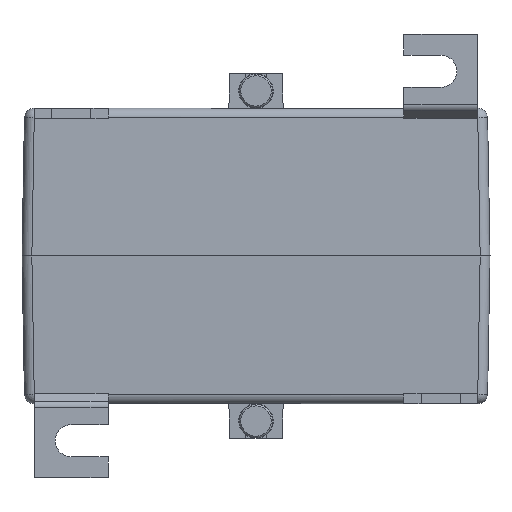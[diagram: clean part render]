
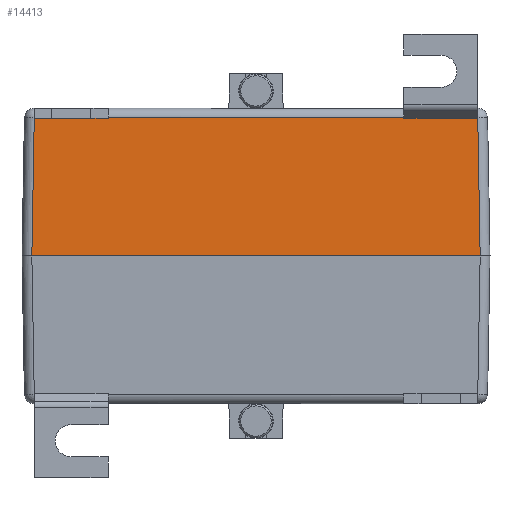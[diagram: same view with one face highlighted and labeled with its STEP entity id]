
A CAD part, front view. The second image highlights one B-rep face of the part: STEP entity #14413.
In plain terms, the highlighted planar face has unit normal (0, -1, 0.018).
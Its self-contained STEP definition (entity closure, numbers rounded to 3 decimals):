
#578 = VERTEX_POINT ( 'NONE', #14519 ) ;
#856 = VERTEX_POINT ( 'NONE', #15283 ) ;
#867 = VERTEX_POINT ( 'NONE', #15325 ) ;
#4524 = EDGE_CURVE ( 'NONE', #856, #4561, #17488, .T. ) ;
#4561 = VERTEX_POINT ( 'NONE', #17531 ) ;
#4740 = EDGE_CURVE ( 'NONE', #867, #578, #17874, .T. ) ;
#5103 = VERTEX_POINT ( 'NONE', #18939 ) ;
#5139 = VERTEX_POINT ( 'NONE', #19101 ) ;
#5181 = EDGE_CURVE ( 'NONE', #5103, #5139, #19185, .T. ) ;
#12776 = ORIENTED_EDGE ( 'NONE', *, *, #5181, .T. ) ;
#12777 = EDGE_CURVE ( 'NONE', #14473, #5103, #21198, .T. ) ;
#12778 = EDGE_CURVE ( 'NONE', #5139, #867, #21193, .T. ) ;
#12789 = EDGE_LOOP ( 'NONE', ( #13419, #13327, #14235, #14287, #14249, #14759, #14022, #14515, #14241, #14733, #12776, #12807 ) ) ;
#12807 = ORIENTED_EDGE ( 'NONE', *, *, #12778, .T. ) ;
#13257 = VERTEX_POINT ( 'NONE', #21777 ) ;
#13327 = ORIENTED_EDGE ( 'NONE', *, *, #14579, .T. ) ;
#13419 = ORIENTED_EDGE ( 'NONE', *, *, #4740, .T. ) ;
#13442 = EDGE_CURVE ( 'NONE', #4561, #13257, #21813, .T. ) ;
#14022 = ORIENTED_EDGE ( 'NONE', *, *, #14799, .T. ) ;
#14151 = EDGE_CURVE ( 'NONE', #14504, #14448, #21850, .T. ) ;
#14235 = ORIENTED_EDGE ( 'NONE', *, *, #14151, .T. ) ;
#14241 = ORIENTED_EDGE ( 'NONE', *, *, #14488, .T. ) ;
#14249 = ORIENTED_EDGE ( 'NONE', *, *, #4524, .T. ) ;
#14287 = ORIENTED_EDGE ( 'NONE', *, *, #14291, .T. ) ;
#14291 = EDGE_CURVE ( 'NONE', #14448, #856, #21853, .T. ) ;
#14413 = ADVANCED_FACE ( 'NONE', ( #21845 ), #21838, .T. ) ;
#14448 = VERTEX_POINT ( 'NONE', #21803 ) ;
#14473 = VERTEX_POINT ( 'NONE', #21799 ) ;
#14488 = EDGE_CURVE ( 'NONE', #14693, #14473, #21833, .T. ) ;
#14497 = EDGE_CURVE ( 'NONE', #14777, #14693, #21844, .T. ) ;
#14504 = VERTEX_POINT ( 'NONE', #21828 ) ;
#14515 = ORIENTED_EDGE ( 'NONE', *, *, #14497, .T. ) ;
#14519 = CARTESIAN_POINT ( 'NONE',  ( 44.983, -49.511, 28.035 ) ) ;
#14579 = EDGE_CURVE ( 'NONE', #578, #14504, #21870, .T. ) ;
#14693 = VERTEX_POINT ( 'NONE', #21823 ) ;
#14733 = ORIENTED_EDGE ( 'NONE', *, *, #12777, .T. ) ;
#14759 = ORIENTED_EDGE ( 'NONE', *, *, #13442, .T. ) ;
#14777 = VERTEX_POINT ( 'NONE', #21864 ) ;
#14799 = EDGE_CURVE ( 'NONE', #13257, #14777, #21835, .T. ) ;
#15283 = CARTESIAN_POINT ( 'NONE',  ( 30.017, -49.511, 28.035 ) ) ;
#15325 = CARTESIAN_POINT ( 'NONE',  ( 45.011, -49.511, 28.035 ) ) ;
#17481 = DIRECTION ( 'NONE',  ( -1., 0., 0. ) ) ;
#17482 = VECTOR ( 'NONE', #17481, 1000. ) ;
#17484 = CARTESIAN_POINT ( 'NONE',  ( -47.5, -49.511, 28.035 ) ) ;
#17488 = LINE ( 'NONE', #17484, #17482 ) ;
#17531 = CARTESIAN_POINT ( 'NONE',  ( -30.017, -49.511, 28.035 ) ) ;
#17873 = CARTESIAN_POINT ( 'NONE',  ( -47.5, -49.511, 28.035 ) ) ;
#17874 = LINE ( 'NONE', #17873, #17914 ) ;
#17913 = DIRECTION ( 'NONE',  ( -1., 0., 0. ) ) ;
#17914 = VECTOR ( 'NONE', #17913, 1000. ) ;
#18939 = CARTESIAN_POINT ( 'NONE',  ( -45.5, -50., 0. ) ) ;
#19101 = CARTESIAN_POINT ( 'NONE',  ( 45.5, -50., 0. ) ) ;
#19174 = DIRECTION ( 'NONE',  ( 1., 0., 0. ) ) ;
#19175 = VECTOR ( 'NONE', #19174, 1000. ) ;
#19184 = CARTESIAN_POINT ( 'NONE',  ( -47.5, -50., 0. ) ) ;
#19185 = LINE ( 'NONE', #19184, #19175 ) ;
#21193 = LINE ( 'NONE', #21234, #21231 ) ;
#21198 = LINE ( 'NONE', #21237, #21236 ) ;
#21230 = DIRECTION ( 'NONE',  ( -0.017, 0.017, 1. ) ) ;
#21231 = VECTOR ( 'NONE', #21230, 1000. ) ;
#21234 = CARTESIAN_POINT ( 'NONE',  ( 45.472, -49.972, 1.622 ) ) ;
#21235 = DIRECTION ( 'NONE',  ( -0.017, -0.017, -1. ) ) ;
#21236 = VECTOR ( 'NONE', #21235, 1000. ) ;
#21237 = CARTESIAN_POINT ( 'NONE',  ( -45.501, -50.001, -0.035 ) ) ;
#21777 = CARTESIAN_POINT ( 'NONE',  ( -30.018, -49.511, 27.988 ) ) ;
#21799 = CARTESIAN_POINT ( 'NONE',  ( -45.011, -49.511, 28.035 ) ) ;
#21803 = CARTESIAN_POINT ( 'NONE',  ( 30.018, -49.511, 27.988 ) ) ;
#21804 = AXIS2_PLACEMENT_3D ( 'NONE', #21846, #21837, #21836 ) ;
#21809 = DIRECTION ( 'NONE',  ( -0.009, -0.017, -1. ) ) ;
#21810 = VECTOR ( 'NONE', #21809, 1000. ) ;
#21811 = CARTESIAN_POINT ( 'NONE',  ( -30.263, -50.003, -0.15 ) ) ;
#21813 = LINE ( 'NONE', #21811, #21810 ) ;
#21823 = CARTESIAN_POINT ( 'NONE',  ( -44.983, -49.511, 28.035 ) ) ;
#21825 = DIRECTION ( 'NONE',  ( -0.009, 0.017, 1. ) ) ;
#21826 = VECTOR ( 'NONE', #21825, 1000. ) ;
#21827 = CARTESIAN_POINT ( 'NONE',  ( -44.738, -50., 0.024 ) ) ;
#21828 = CARTESIAN_POINT ( 'NONE',  ( 44.982, -49.511, 27.988 ) ) ;
#21830 = DIRECTION ( 'NONE',  ( -1., 0., 0. ) ) ;
#21831 = VECTOR ( 'NONE', #21830, 1000. ) ;
#21832 = CARTESIAN_POINT ( 'NONE',  ( -47.5, -49.511, 28.035 ) ) ;
#21833 = LINE ( 'NONE', #21832, #21831 ) ;
#21834 = CARTESIAN_POINT ( 'NONE',  ( -47.5, -49.511, 27.988 ) ) ;
#21835 = LINE ( 'NONE', #21834, #21859 ) ;
#21836 = DIRECTION ( 'NONE',  ( 0., -0.017, -1. ) ) ;
#21837 = DIRECTION ( 'NONE',  ( 0., -1., 0.017 ) ) ;
#21838 = PLANE ( 'NONE',  #21804 ) ;
#21843 = DIRECTION ( 'NONE',  ( -0.009, 0.017, 1. ) ) ;
#21844 = LINE ( 'NONE', #21827, #21826 ) ;
#21845 = FACE_OUTER_BOUND ( 'NONE', #12789, .T. ) ;
#21846 = CARTESIAN_POINT ( 'NONE',  ( -47.5, -50., 0. ) ) ;
#21847 = DIRECTION ( 'NONE',  ( -1., 0., 0. ) ) ;
#21848 = VECTOR ( 'NONE', #21847, 1000. ) ;
#21849 = CARTESIAN_POINT ( 'NONE',  ( -47.5, -49.511, 27.988 ) ) ;
#21850 = LINE ( 'NONE', #21849, #21848 ) ;
#21851 = VECTOR ( 'NONE', #21843, 1000. ) ;
#21852 = CARTESIAN_POINT ( 'NONE',  ( 30.256, -49.988, 0.678 ) ) ;
#21853 = LINE ( 'NONE', #21852, #21851 ) ;
#21858 = DIRECTION ( 'NONE',  ( -1., 0., 0. ) ) ;
#21859 = VECTOR ( 'NONE', #21858, 1000. ) ;
#21864 = CARTESIAN_POINT ( 'NONE',  ( -44.982, -49.511, 27.988 ) ) ;
#21866 = DIRECTION ( 'NONE',  ( -0.009, -0.017, -1. ) ) ;
#21867 = VECTOR ( 'NONE', #21866, 1000. ) ;
#21868 = CARTESIAN_POINT ( 'NONE',  ( 44.731, -50.014, -0.805 ) ) ;
#21870 = LINE ( 'NONE', #21868, #21867 ) ;
